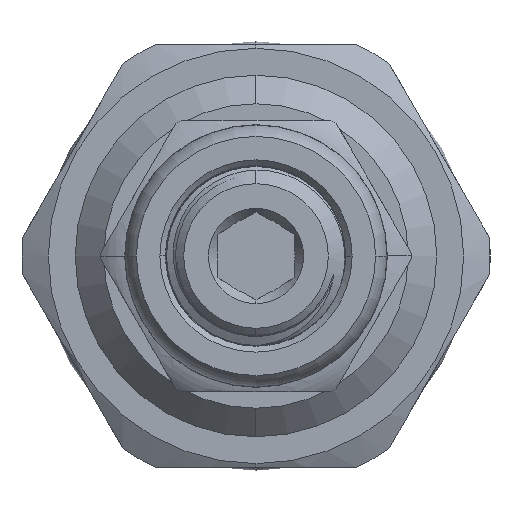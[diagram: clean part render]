
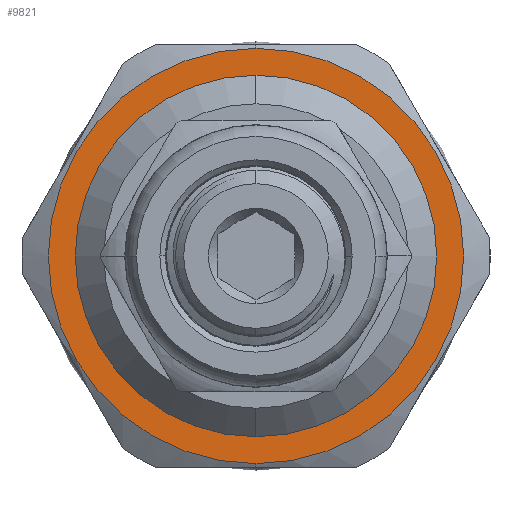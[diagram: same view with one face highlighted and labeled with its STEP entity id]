
A CAD part, left-side view. The second image highlights one B-rep face of the part: STEP entity #9821.
In plain terms, the highlighted planar face has unit normal (-1, 0, 0).
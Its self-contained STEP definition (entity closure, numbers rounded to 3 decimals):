
#554 = EDGE_LOOP ( 'NONE', ( #14610, #16999 ) ) ;
#1494 = CIRCLE ( 'NONE', #13849, 9.5 ) ;
#1850 = DIRECTION ( 'NONE',  ( -1., 0., 0. ) ) ;
#1907 = DIRECTION ( 'NONE',  ( -1., 0., 0. ) ) ;
#2077 = DIRECTION ( 'NONE',  ( 0., 0., 1. ) ) ;
#2384 = DIRECTION ( 'NONE',  ( 0., 0., 1. ) ) ;
#4336 = FACE_OUTER_BOUND ( 'NONE', #554, .T. ) ;
#4662 = AXIS2_PLACEMENT_3D ( 'NONE', #9435, #1907, #2077 ) ;
#4853 = VERTEX_POINT ( 'NONE', #16786 ) ;
#4881 = EDGE_CURVE ( 'NONE', #4853, #8504, #1494, .T. ) ;
#5957 = EDGE_CURVE ( 'NONE', #8504, #4853, #9605, .T. ) ;
#6369 = ORIENTED_EDGE ( 'NONE', *, *, #5957, .F. ) ;
#6555 = EDGE_CURVE ( 'NONE', #15268, #12191, #12771, .T. ) ;
#6842 = AXIS2_PLACEMENT_3D ( 'NONE', #7357, #14365, #8750 ) ;
#7357 = CARTESIAN_POINT ( 'NONE',  ( 12., 9.5, 0. ) ) ;
#7505 = DIRECTION ( 'NONE',  ( 0., 0., 1. ) ) ;
#7842 = EDGE_CURVE ( 'NONE', #12191, #15268, #10712, .T. ) ;
#8151 = DIRECTION ( 'NONE',  ( -1., 0., 0. ) ) ;
#8218 = CARTESIAN_POINT ( 'NONE',  ( 12., 0., 0. ) ) ;
#8456 = AXIS2_PLACEMENT_3D ( 'NONE', #14691, #1850, #7505 ) ;
#8504 = VERTEX_POINT ( 'NONE', #13068 ) ;
#8750 = DIRECTION ( 'NONE',  ( 0., 0., -1. ) ) ;
#9435 = CARTESIAN_POINT ( 'NONE',  ( 12., 0., 0. ) ) ;
#9605 = CIRCLE ( 'NONE', #4662, 9.5 ) ;
#9821 = ADVANCED_FACE ( 'NONE', ( #13389, #4336 ), #17386, .F. ) ;
#10264 = ORIENTED_EDGE ( 'NONE', *, *, #4881, .F. ) ;
#10712 = CIRCLE ( 'NONE', #8456, 10.91 ) ;
#11013 = CARTESIAN_POINT ( 'NONE',  ( 12., 0., -10.91 ) ) ;
#11473 = CARTESIAN_POINT ( 'NONE',  ( 12., 0., 0. ) ) ;
#12191 = VERTEX_POINT ( 'NONE', #16637 ) ;
#12771 = CIRCLE ( 'NONE', #14382, 10.91 ) ;
#13068 = CARTESIAN_POINT ( 'NONE',  ( 12., 0., -9.5 ) ) ;
#13389 = FACE_BOUND ( 'NONE', #17455, .T. ) ;
#13849 = AXIS2_PLACEMENT_3D ( 'NONE', #11473, #17181, #15788 ) ;
#14365 = DIRECTION ( 'NONE',  ( 1., 0., 0. ) ) ;
#14382 = AXIS2_PLACEMENT_3D ( 'NONE', #8218, #8151, #2384 ) ;
#14610 = ORIENTED_EDGE ( 'NONE', *, *, #6555, .T. ) ;
#14691 = CARTESIAN_POINT ( 'NONE',  ( 12., 0., 0. ) ) ;
#15268 = VERTEX_POINT ( 'NONE', #11013 ) ;
#15788 = DIRECTION ( 'NONE',  ( 0., 0., 1. ) ) ;
#16637 = CARTESIAN_POINT ( 'NONE',  ( 12., 0., 10.91 ) ) ;
#16786 = CARTESIAN_POINT ( 'NONE',  ( 12., 0., 9.5 ) ) ;
#16999 = ORIENTED_EDGE ( 'NONE', *, *, #7842, .T. ) ;
#17181 = DIRECTION ( 'NONE',  ( -1., 0., 0. ) ) ;
#17386 = PLANE ( 'NONE',  #6842 ) ;
#17455 = EDGE_LOOP ( 'NONE', ( #10264, #6369 ) ) ;
